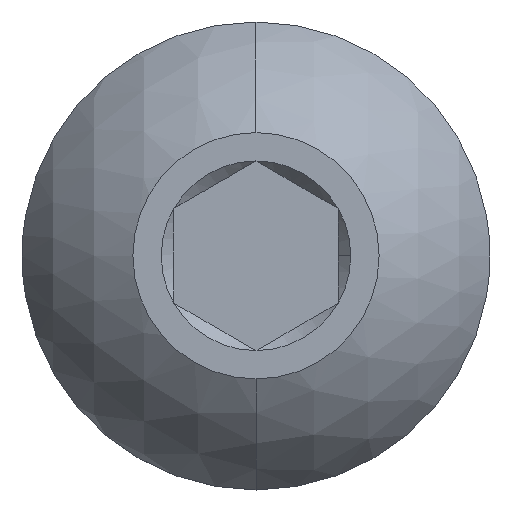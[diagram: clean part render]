
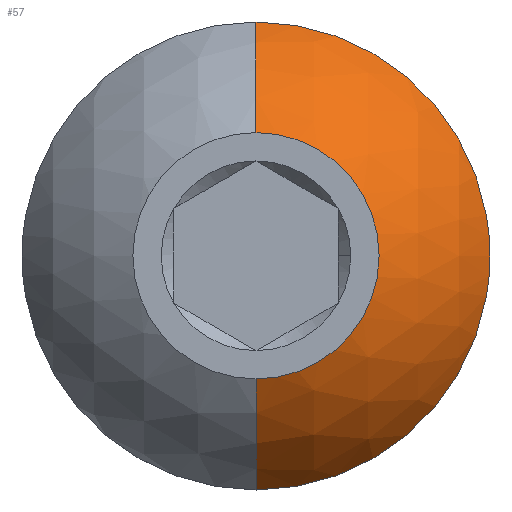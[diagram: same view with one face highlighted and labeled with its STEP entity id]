
A CAD part, top view. The second image highlights one B-rep face of the part: STEP entity #57.
In plain terms, the highlighted spherical face has radius 3.172 mm.
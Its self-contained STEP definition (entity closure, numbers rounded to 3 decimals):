
#26 = AXIS2_PLACEMENT_3D ( 'NONE', #2991, #2980, #1448 ) ;
#57 = ADVANCED_FACE ( 'NONE', ( #2280 ), #1530, .T. ) ;
#58 = VERTEX_POINT ( 'NONE', #2770 ) ;
#63 = ORIENTED_EDGE ( 'NONE', *, *, #2832, .T. ) ;
#119 = CARTESIAN_POINT ( 'NONE',  ( 0., 0., 1.355 ) ) ;
#155 = VERTEX_POINT ( 'NONE', #2196 ) ;
#296 = CARTESIAN_POINT ( 'NONE',  ( 0., -1.5, 4.15 ) ) ;
#450 = CIRCLE ( 'NONE', #26, 2.85 ) ;
#458 = ORIENTED_EDGE ( 'NONE', *, *, #745, .F. ) ;
#745 = EDGE_CURVE ( 'NONE', #58, #1960, #1396, .T. ) ;
#968 = CARTESIAN_POINT ( 'NONE',  ( 0., 0., 1.355 ) ) ;
#994 = AXIS2_PLACEMENT_3D ( 'NONE', #968, #2226, #3248 ) ;
#1006 = CARTESIAN_POINT ( 'NONE',  ( 0., 0., 1.355 ) ) ;
#1177 = EDGE_CURVE ( 'NONE', #58, #2192, #450, .T. ) ;
#1384 = AXIS2_PLACEMENT_3D ( 'NONE', #1006, #1999, #3045 ) ;
#1396 = CIRCLE ( 'NONE', #1443, 3.172 ) ;
#1402 = DIRECTION ( 'NONE',  ( 0., -1., 0. ) ) ;
#1443 = AXIS2_PLACEMENT_3D ( 'NONE', #119, #1668, #1402 ) ;
#1448 = DIRECTION ( 'NONE',  ( 0., -1., 0. ) ) ;
#1491 = AXIS2_PLACEMENT_3D ( 'NONE', #2366, #3166, #2136 ) ;
#1530 = SPHERICAL_SURFACE ( 'NONE', #1384, 3.172 ) ;
#1668 = DIRECTION ( 'NONE',  ( -1., 0., 0. ) ) ;
#1681 = CARTESIAN_POINT ( 'NONE',  ( 0., 2.85, 2.748 ) ) ;
#1824 = CIRCLE ( 'NONE', #994, 3.172 ) ;
#1960 = VERTEX_POINT ( 'NONE', #296 ) ;
#1999 = DIRECTION ( 'NONE',  ( 1., 0., 0. ) ) ;
#2049 = ORIENTED_EDGE ( 'NONE', *, *, #2589, .F. ) ;
#2136 = DIRECTION ( 'NONE',  ( 0., -1., 0. ) ) ;
#2192 = VERTEX_POINT ( 'NONE', #1681 ) ;
#2196 = CARTESIAN_POINT ( 'NONE',  ( 0., 1.5, 4.15 ) ) ;
#2226 = DIRECTION ( 'NONE',  ( 1., 0., 0. ) ) ;
#2280 = FACE_OUTER_BOUND ( 'NONE', #3121, .T. ) ;
#2366 = CARTESIAN_POINT ( 'NONE',  ( 0., 0., 4.15 ) ) ;
#2589 = EDGE_CURVE ( 'NONE', #1960, #155, #3026, .T. ) ;
#2770 = CARTESIAN_POINT ( 'NONE',  ( 0., -2.85, 2.747 ) ) ;
#2817 = ORIENTED_EDGE ( 'NONE', *, *, #1177, .T. ) ;
#2832 = EDGE_CURVE ( 'NONE', #2192, #155, #1824, .T. ) ;
#2980 = DIRECTION ( 'NONE',  ( 0., 0., 1. ) ) ;
#2991 = CARTESIAN_POINT ( 'NONE',  ( 0., 0., 2.747 ) ) ;
#3026 = CIRCLE ( 'NONE', #1491, 1.5 ) ;
#3045 = DIRECTION ( 'NONE',  ( 0., -1., 0. ) ) ;
#3121 = EDGE_LOOP ( 'NONE', ( #2817, #63, #2049, #458 ) ) ;
#3166 = DIRECTION ( 'NONE',  ( 0., 0., 1. ) ) ;
#3248 = DIRECTION ( 'NONE',  ( 0., 1., 0. ) ) ;
